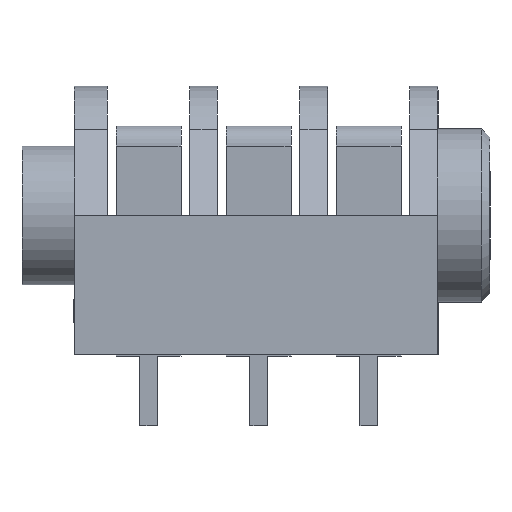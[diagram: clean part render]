
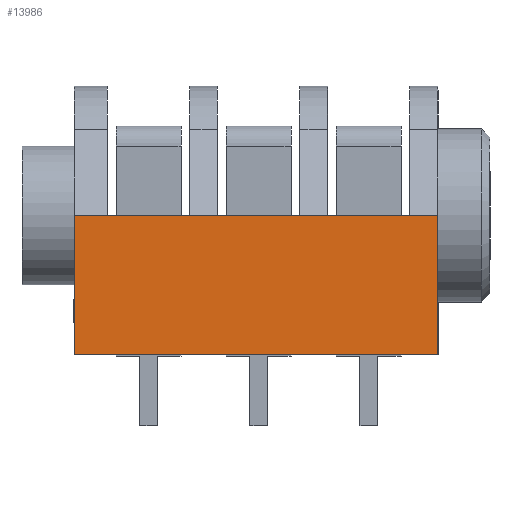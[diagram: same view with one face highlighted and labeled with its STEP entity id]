
A CAD part, front view. The second image highlights one B-rep face of the part: STEP entity #13986.
In plain terms, the highlighted planar face has unit normal (0, -1, 0).
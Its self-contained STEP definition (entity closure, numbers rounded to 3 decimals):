
#550 = VECTOR ( 'NONE', #14184, 1000. ) ;
#587 = LINE ( 'NONE', #15633, #14303 ) ;
#1446 = ORIENTED_EDGE ( 'NONE', *, *, #13020, .T. ) ;
#1672 = CARTESIAN_POINT ( 'NONE',  ( 10.5, -9.1, 0. ) ) ;
#1834 = ORIENTED_EDGE ( 'NONE', *, *, #4762, .F. ) ;
#2671 = VERTEX_POINT ( 'NONE', #5261 ) ;
#2977 = DIRECTION ( 'NONE',  ( 0., 0., 1. ) ) ;
#4397 = CARTESIAN_POINT ( 'NONE',  ( -10.5, -9.1, 0. ) ) ;
#4762 = EDGE_CURVE ( 'NONE', #6611, #13480, #5829, .T. ) ;
#5261 = CARTESIAN_POINT ( 'NONE',  ( 10.5, -9.1, -8.04 ) ) ;
#5561 = FACE_OUTER_BOUND ( 'NONE', #11521, .T. ) ;
#5829 = LINE ( 'NONE', #16572, #550 ) ;
#6025 = ORIENTED_EDGE ( 'NONE', *, *, #16735, .T. ) ;
#6611 = VERTEX_POINT ( 'NONE', #4397 ) ;
#8215 = VERTEX_POINT ( 'NONE', #11677 ) ;
#8230 = DIRECTION ( 'NONE',  ( 0., 0., 1. ) ) ;
#9331 = VECTOR ( 'NONE', #8230, 1000. ) ;
#9882 = VECTOR ( 'NONE', #2977, 1000. ) ;
#9958 = DIRECTION ( 'NONE',  ( 0., 0., -1. ) ) ;
#10213 = AXIS2_PLACEMENT_3D ( 'NONE', #11186, #15069, #9958 ) ;
#10944 = CARTESIAN_POINT ( 'NONE',  ( 10.5, -9.1, -8.04 ) ) ;
#10968 = CARTESIAN_POINT ( 'NONE',  ( -10.5, -9.1, -8.04 ) ) ;
#11109 = PLANE ( 'NONE',  #10213 ) ;
#11129 = LINE ( 'NONE', #10944, #9331 ) ;
#11186 = CARTESIAN_POINT ( 'NONE',  ( -10.5, -9.1, -8.04 ) ) ;
#11319 = LINE ( 'NONE', #10968, #9882 ) ;
#11419 = ORIENTED_EDGE ( 'NONE', *, *, #12727, .F. ) ;
#11521 = EDGE_LOOP ( 'NONE', ( #1834, #11419, #6025, #1446 ) ) ;
#11677 = CARTESIAN_POINT ( 'NONE',  ( -10.5, -9.1, -8.04 ) ) ;
#12727 = EDGE_CURVE ( 'NONE', #8215, #6611, #11319, .T. ) ;
#12884 = DIRECTION ( 'NONE',  ( 1., 0., 0. ) ) ;
#13020 = EDGE_CURVE ( 'NONE', #2671, #13480, #11129, .T. ) ;
#13480 = VERTEX_POINT ( 'NONE', #1672 ) ;
#13986 = ADVANCED_FACE ( 'NONE', ( #5561 ), #11109, .T. ) ;
#14184 = DIRECTION ( 'NONE',  ( 1., 0., 0. ) ) ;
#14303 = VECTOR ( 'NONE', #12884, 1000. ) ;
#15069 = DIRECTION ( 'NONE',  ( 0., -1., 0. ) ) ;
#15633 = CARTESIAN_POINT ( 'NONE',  ( -10.5, -9.1, -8.04 ) ) ;
#16572 = CARTESIAN_POINT ( 'NONE',  ( -10.5, -9.1, 0. ) ) ;
#16735 = EDGE_CURVE ( 'NONE', #8215, #2671, #587, .T. ) ;
